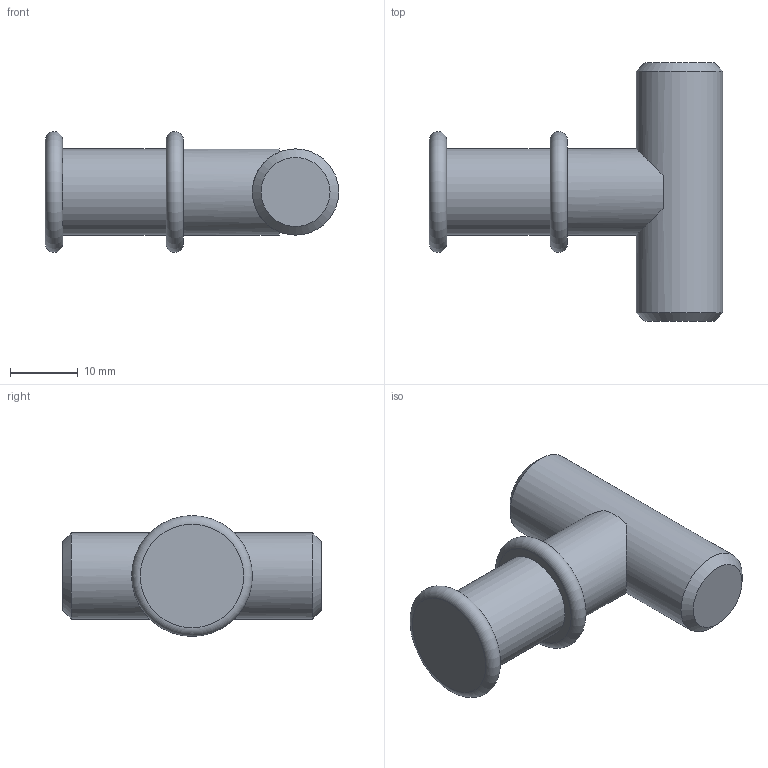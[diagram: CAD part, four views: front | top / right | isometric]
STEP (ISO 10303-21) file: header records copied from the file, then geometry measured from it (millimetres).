
FILE_DESCRIPTION( ( '' ), ' ' );
FILE_NAME( '5817855f5aa2f4106138e1ce.step', '2016-10-31T17:54:39', ( '' ), ( '' ), ' ', ' ', ' ' );
FILE_SCHEMA( ( 'AUTOMOTIVE_DESIGN { 1 0 10303 214 1 1 1 1 }' ) );
Length unit declared in the file: metre
Products named in the file (1): shoulder_swivel
Bounding box: 43.18 x 38.1 x 17.78 mm (x, y, z)
Volume: 9290.1 mm3; surface area: 3429.7 mm2
Topology: 1 solids, 1 shells, 15 faces, 25 edges, 16 vertices
Faces by surface type: plane 8, cylinder 3, cone 2, torus 2
Full cylindrical faces by diameter (mm): 12.7 x3
Entity records: 458 total; most frequent: DIRECTION 64, CARTESIAN_POINT 50, ORIENTED_EDGE 34, AXIS2_PLACEMENT_3D 31, EDGE_LOOP 26, FACE_OUTER_BOUND 20, VERTEX_POINT 17, EDGE_CURVE 17
